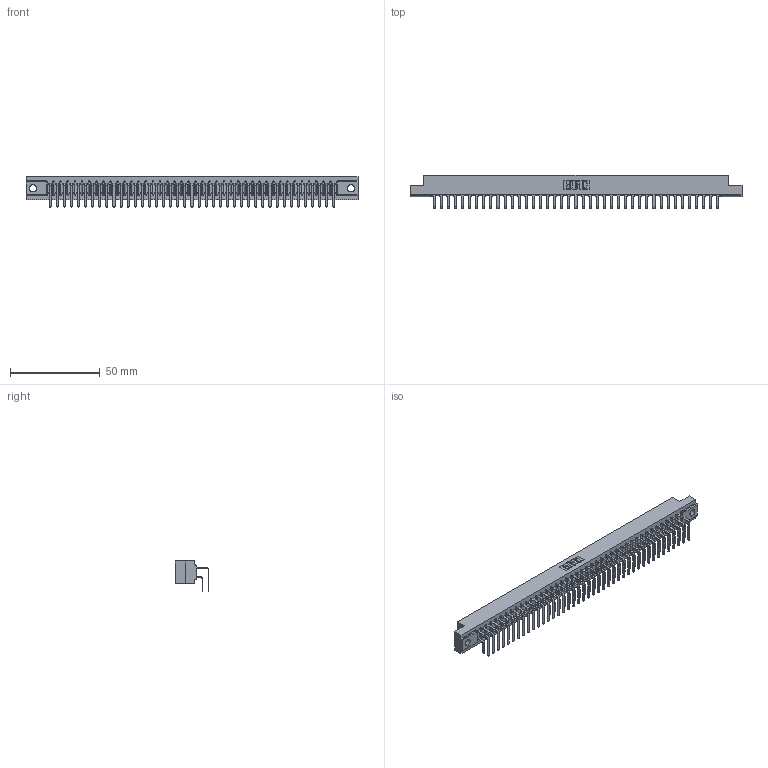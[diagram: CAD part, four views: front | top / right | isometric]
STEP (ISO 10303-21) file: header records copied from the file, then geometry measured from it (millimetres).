
FILE_DESCRIPTION (( 'STEP AP203' ), '1' );
FILE_NAME ('307-082-558-202.STEP', '2019-09-07T01:07:36', ( '' ), ( '' ), 'SwSTEP 2.0', 'SolidWorks 2016', '' );
FILE_SCHEMA (( 'CONFIG_CONTROL_DESIGN' ));
Length unit declared in the file: inch
Products named in the file (4): 307 Part_.128 Dia Mounting Holes; 307-290-001_558 559 - 1 (Single); 307-082-558-202; 307-290-001_558 - 2 (Single)
Assembly tree (83 placements, depth 2):
  307-082-558-202
    307 Part_.128 Dia Mounting Holes
    307-290-001_558 559 - 1 (Single)  x41
    307-290-001_558 - 2 (Single)  x41
Bounding box: 185.47 x 18.96 x 16.8 mm (x, y, z)
Volume: 19991.2 mm3; surface area: 26359.6 mm2
Topology: 83 solids, 83 shells, 4260 faces, 11967 edges, 7754 vertices
Faces by surface type: plane 2776, cylinder 1400, sphere 84
Entity records: 38033 total; most frequent: CARTESIAN_POINT 6223, ORIENTED_EDGE 6166, DIRECTION 6095, EDGE_CURVE 3083, LINE 2363, VECTOR 2363, VERTEX_POINT 1994, AXIS2_PLACEMENT_3D 1866
